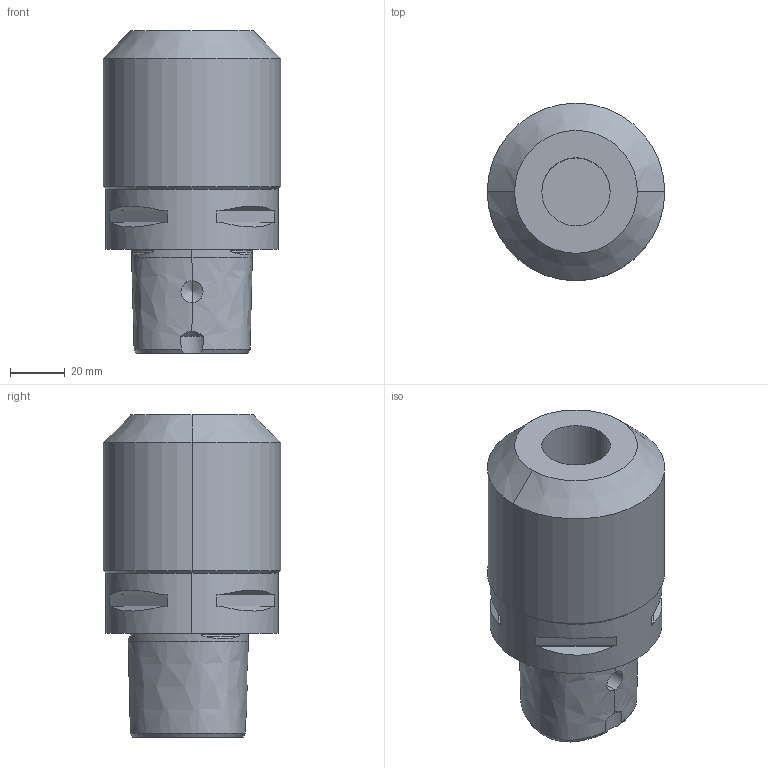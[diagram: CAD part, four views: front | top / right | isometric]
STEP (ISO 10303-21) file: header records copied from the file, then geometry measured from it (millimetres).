
FILE_DESCRIPTION (( 'STEP AP203' ), '1' );
FILE_NAME ('STP-143.653.25.080.STEP', '2020-05-27T06:33:03', ( '' ), ( '' ), 'SwSTEP 2.0', 'SolidWorks 2017', '' );
FILE_SCHEMA (( 'CONFIG_CONTROL_DESIGN' ));
Length unit declared in the file: millimetre
Products named in the file (1): STP-143.653.25.080
Bounding box: 65 x 65 x 118 mm (x, y, z)
Volume: 251523.2 mm3; surface area: 35218.3 mm2
Topology: 1 solids, 1 shells, 82 faces, 192 edges, 116 vertices
Faces by surface type: plane 28, cone 20, cylinder 19, torus 9, bspline 6
Entity records: 4811 total; most frequent: CARTESIAN_POINT 2944, ORIENTED_EDGE 376, DIRECTION 366, EDGE_CURVE 188, AXIS2_PLACEMENT_3D 154, VERTEX_POINT 116, EDGE_LOOP 92, FACE_OUTER_BOUND 82
